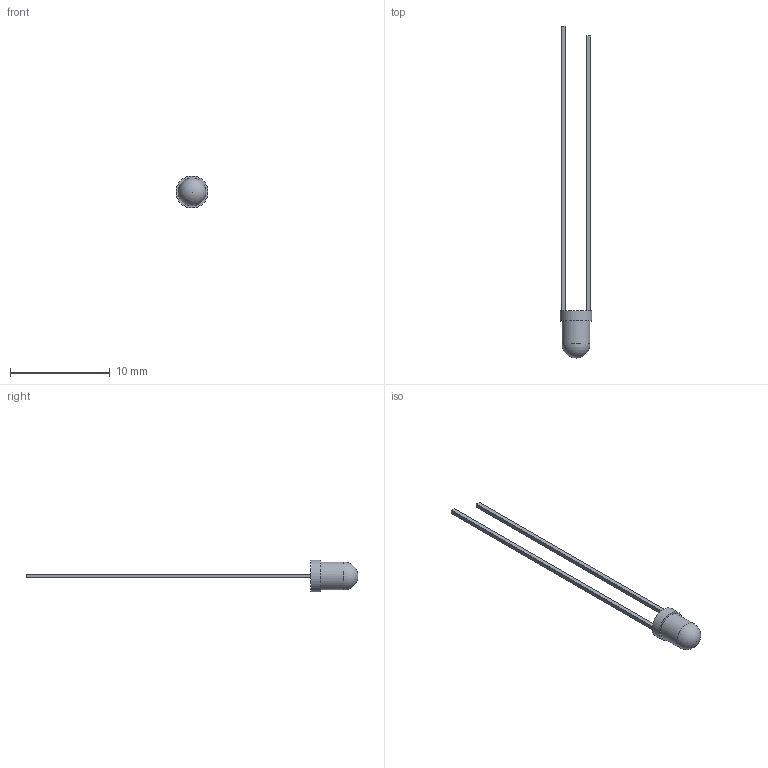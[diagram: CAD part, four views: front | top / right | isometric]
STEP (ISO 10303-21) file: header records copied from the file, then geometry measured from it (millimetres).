
FILE_DESCRIPTION(('FreeCAD Model'),'2;1');
FILE_NAME( 'LED_3mm_rot.step' ,'2021-01-14T22:58:28',('Author'),(''), 'Open CASCADE STEP processor 6.8','FreeCAD','Unknown');
FILE_SCHEMA(('AUTOMOTIVE_DESIGN_CC2 { 1 2 10303 214 -1 1 5 4 }'));
Length unit declared in the file: millimetre
Products named in the file (1): LED_3mm_rot
Bounding box: 3.2 x 33.2 x 3.2 mm (x, y, z)
Volume: 36.9 mm3; surface area: 142.1 mm2
Topology: 1 solids, 1 shells, 15 faces, 32 edges, 21 vertices
Faces by surface type: plane 12, cylinder 2, sphere 1
Full cylindrical faces by diameter (mm): 2.8 x1, 3.2 x1
Entity records: 922 total; most frequent: CARTESIAN_POINT 136, DIRECTION 129, LINE 85, VECTOR 85, ORIENTED_EDGE 62, PCURVE 62, DEFINITIONAL_REPRESENTATION 62, EDGE_CURVE 31
